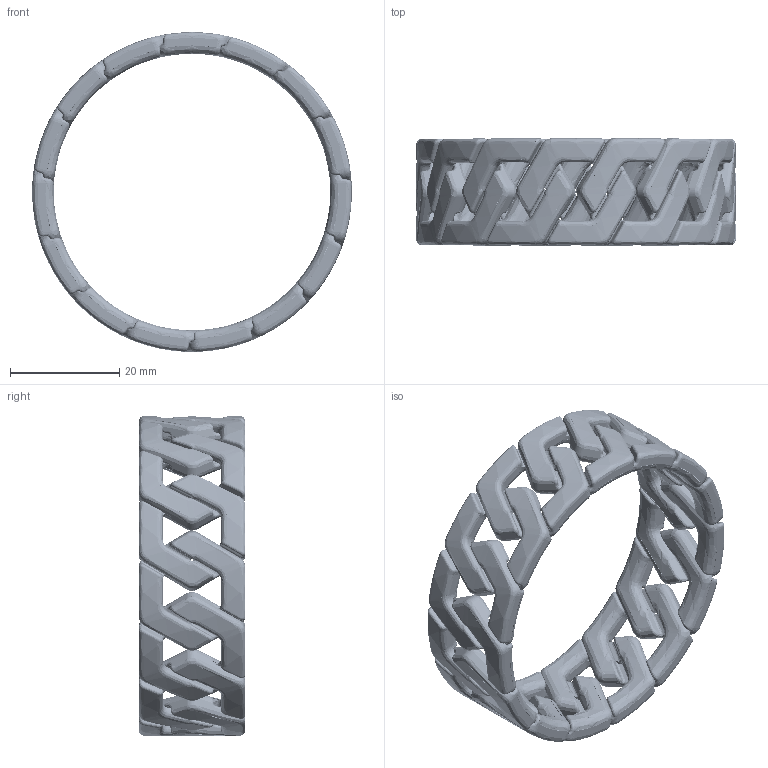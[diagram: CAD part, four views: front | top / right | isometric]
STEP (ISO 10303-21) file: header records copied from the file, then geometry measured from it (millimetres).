
FILE_DESCRIPTION(('FreeCAD Model'),'2;1');
FILE_NAME('Open CASCADE Shape Model','2025-04-27T18:38:25',('FreeCAD'),( 'FreeCAD'),'Open CASCADE STEP processor 7.6','FreeCAD','Unknown');
FILE_SCHEMA(('AUTOMOTIVE_DESIGN { 1 0 10303 214 1 1 1 1 }'));
Products named in the file (1): Open CASCADE STEP translator 7.6 1
Bounding box: 58.66 x 19.55 x 58.66 mm (x, y, z)
Surface area: 11111.5 mm2 (no closed solid volume)
Topology: 0 solids, 3045 shells, 3045 faces, 19986 edges, 19680 vertices
Faces by surface type: bspline 3045
Entity records: 262562 total; most frequent: CARTESIAN_POINT 174602, ORIENTED_EDGE 19740, EDGE_CURVE 19740, VERTEX_POINT 19740, B_SPLINE_CURVE_WITH_KNOTS 13200, SHELL_BASED_SURFACE_MODEL 3045, OPEN_SHELL 3045, ADVANCED_FACE 3045
